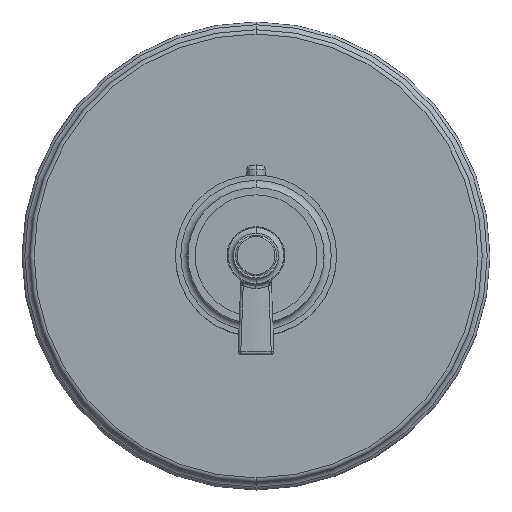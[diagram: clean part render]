
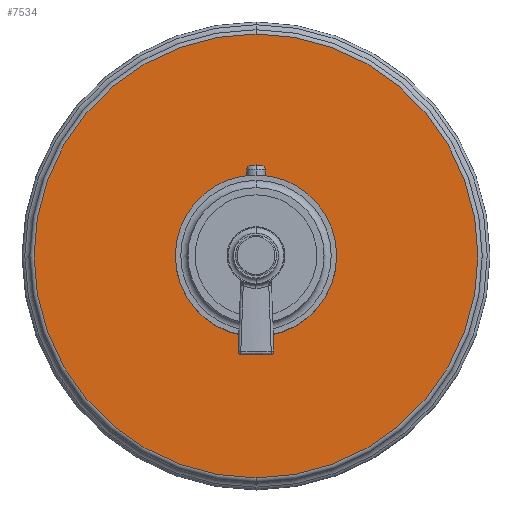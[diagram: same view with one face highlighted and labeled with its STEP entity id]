
A CAD part, top view. The second image highlights one B-rep face of the part: STEP entity #7534.
In plain terms, the highlighted planar face has unit normal (0, 0, 1).
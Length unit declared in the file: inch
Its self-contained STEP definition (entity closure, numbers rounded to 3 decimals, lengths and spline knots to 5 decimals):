
#45=CARTESIAN_POINT('',(0.,0.,0.313));
#46=DIRECTION('',(0.,0.,1.));
#47=DIRECTION('',(0.,1.,0.));
#48=AXIS2_PLACEMENT_3D('',#45,#46,#47);
#60=CARTESIAN_POINT('',(0.,0.,0.313));
#61=DIRECTION('',(0.,0.,-1.));
#62=DIRECTION('',(-1.,0.,0.));
#63=AXIS2_PLACEMENT_3D('',#60,#61,#62);
#65=CARTESIAN_POINT('',(0.,0.,0.313));
#66=DIRECTION('',(0.,0.,-1.));
#67=DIRECTION('',(1.,0.,0.));
#68=AXIS2_PLACEMENT_3D('',#65,#66,#67);
#70=CARTESIAN_POINT('',(0.,0.,0.313));
#71=DIRECTION('',(0.,0.,1.));
#72=DIRECTION('',(0.,-1.,0.));
#73=AXIS2_PLACEMENT_3D('',#70,#71,#72);
#6302=CARTESIAN_POINT('',(0.,-3.08284,0.313));
#6303=CARTESIAN_POINT('',(0.,3.08284,0.313));
#6304=VERTEX_POINT('',#6302);
#6305=VERTEX_POINT('',#6303);
#6310=CARTESIAN_POINT('',(-1.12,0.,0.313));
#6311=CARTESIAN_POINT('',(1.12,0.,0.313));
#6312=VERTEX_POINT('',#6310);
#6313=VERTEX_POINT('',#6311);
#7518=CARTESIAN_POINT('',(0.,0.,0.313));
#7519=DIRECTION('',(0.,0.,-1.));
#7520=DIRECTION('',(0.,-1.,0.));
#7521=AXIS2_PLACEMENT_3D('',#7518,#7519,#7520);
#7522=PLANE('',#7521);
#7524=ORIENTED_EDGE('',*,*,#7523,.F.);
#7525=ORIENTED_EDGE('',*,*,#7508,.F.);
#7526=EDGE_LOOP('',(#7524,#7525));
#7527=FACE_OUTER_BOUND('',#7526,.F.);
#7529=ORIENTED_EDGE('',*,*,#7528,.F.);
#7531=ORIENTED_EDGE('',*,*,#7530,.F.);
#7532=EDGE_LOOP('',(#7529,#7531));
#7533=FACE_BOUND('',#7532,.F.);
#7534=ADVANCED_FACE('',(#7527,#7533),#7522,.F.);
#49=CIRCLE('',#48,3.08284);
#64=CIRCLE('',#63,1.12);
#69=CIRCLE('',#68,1.12);
#74=CIRCLE('',#73,3.08284);
#7508=EDGE_CURVE('',#6305,#6304,#49,.T.);
#7523=EDGE_CURVE('',#6304,#6305,#74,.T.);
#7528=EDGE_CURVE('',#6312,#6313,#64,.T.);
#7530=EDGE_CURVE('',#6313,#6312,#69,.T.);
